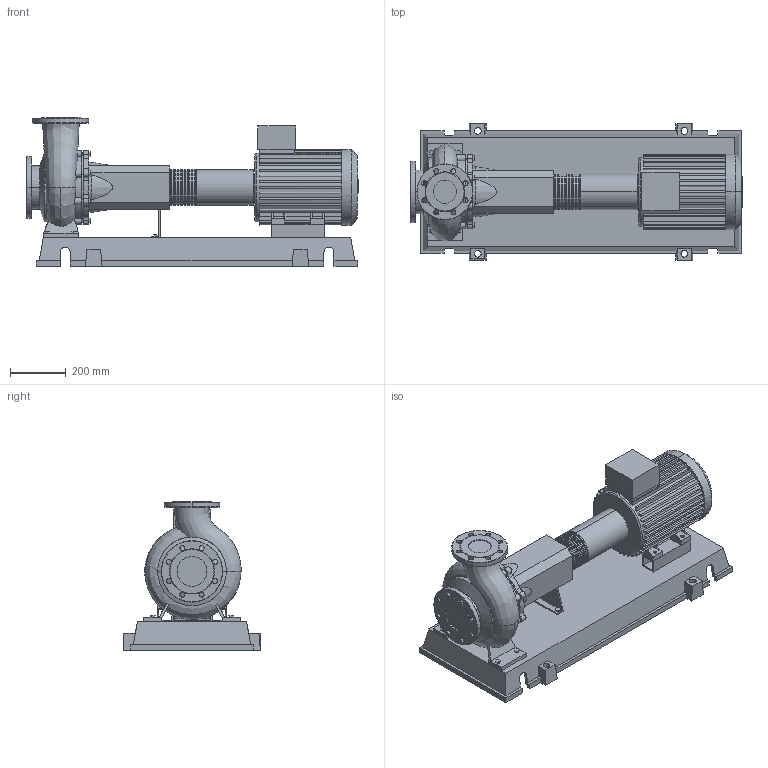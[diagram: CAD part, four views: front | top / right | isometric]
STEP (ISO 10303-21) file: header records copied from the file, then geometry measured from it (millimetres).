
FILE_DESCRIPTION((''),'2;1');
FILE_NAME('3d_NL80_200-5.5-4-12-4109251.stp','2015-03-03T07:20:05',(''),(''),'Mechanical Desktop 2009','Mechanical Desktop 2009',', , ');
FILE_SCHEMA(('CONFIG_CONTROL_DESIGN'));
Length unit declared in the file: millimetre
Products named in the file (1): Product
Bounding box: 1189 x 490 x 533 mm (x, y, z)
Volume: 54703758.8 mm3; surface area: 3520394.3 mm2
Topology: 13 solids, 13 shells, 880 faces, 2348 edges, 1544 vertices
Faces by surface type: plane 445, cylinder 250, bspline 157, cone 14, torus 14
Entity records: 31420 total; most frequent: CARTESIAN_POINT 9230, ORIENTED_EDGE 4698, DIRECTION 4459, EDGE_CURVE 2349, VERTEX_POINT 1543, AXIS2_PLACEMENT_3D 1491, VECTOR 1477, LINE 1477
